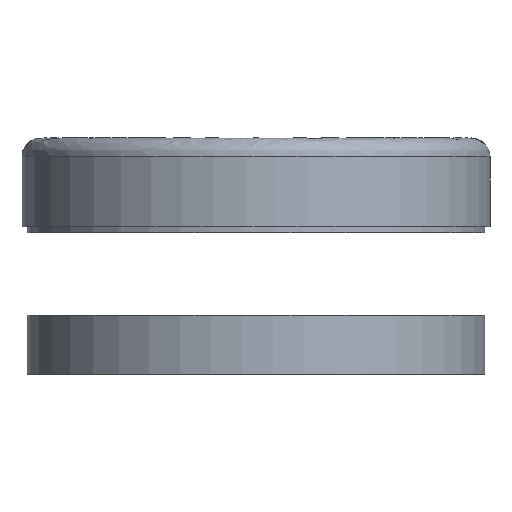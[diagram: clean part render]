
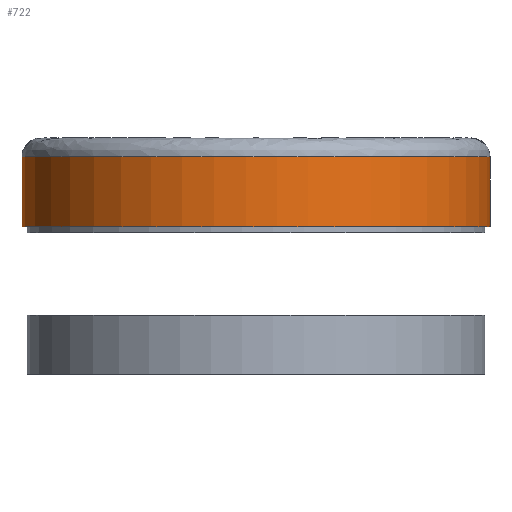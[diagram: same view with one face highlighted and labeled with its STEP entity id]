
A CAD part, front view. The second image highlights one B-rep face of the part: STEP entity #722.
In plain terms, the highlighted cylindrical face has radius 79.375 mm (diameter 158.75 mm), a partial arc.
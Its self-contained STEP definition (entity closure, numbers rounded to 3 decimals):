
#722=ADVANCED_FACE('',(#1211),#7319,.T.);
#1211=FACE_OUTER_BOUND('',#1767,.T.);
#1767=EDGE_LOOP('',(#3795,#3796,#3797,#3798));
#3795=ORIENTED_EDGE('',*,*,#5049,.T.);
#3796=ORIENTED_EDGE('',*,*,#4838,.T.);
#3797=ORIENTED_EDGE('',*,*,#5048,.F.);
#3798=ORIENTED_EDGE('',*,*,#5047,.F.);
#4838=EDGE_CURVE('',#6765,#6788,#5287,.T.);
#5047=EDGE_CURVE('',#6899,#6900,#6172,.T.);
#5048=EDGE_CURVE('',#6900,#6788,#6173,.T.);
#5049=EDGE_CURVE('',#6899,#6765,#6174,.T.);
#5287=B_SPLINE_CURVE_WITH_KNOTS('',1,(#15494,#15495),.UNSPECIFIED.,.F.,
 .F.,(2,2),(3.535,4.41),.UNSPECIFIED.);
#6172=(
BOUNDED_CURVE()
B_SPLINE_CURVE(1,(#16971,#16972),.UNSPECIFIED.,.F.,.F.)
B_SPLINE_CURVE_WITH_KNOTS((2,2),(3.535,4.41),
 .UNSPECIFIED.)
CURVE()
GEOMETRIC_REPRESENTATION_ITEM()
RATIONAL_B_SPLINE_CURVE((1.,1.))
REPRESENTATION_ITEM('')
);
#6173=(
BOUNDED_CURVE()
B_SPLINE_CURVE(2,(#16973,#16974,#16975,#16976,#16977),.UNSPECIFIED.,.F.,
 .F.)
B_SPLINE_CURVE_WITH_KNOTS((3,2,3),(9.817,14.726,19.635),
 .UNSPECIFIED.)
CURVE()
GEOMETRIC_REPRESENTATION_ITEM()
RATIONAL_B_SPLINE_CURVE((1.,0.707,1.,0.707,1.))
REPRESENTATION_ITEM('')
);
#6174=(
BOUNDED_CURVE()
B_SPLINE_CURVE(2,(#16978,#16979,#16980,#16981,#16982),.UNSPECIFIED.,.F.,
 .F.)
B_SPLINE_CURVE_WITH_KNOTS((3,2,3),(9.817,14.726,19.635),
 .UNSPECIFIED.)
CURVE()
GEOMETRIC_REPRESENTATION_ITEM()
RATIONAL_B_SPLINE_CURVE((1.,0.707,1.,0.707,1.))
REPRESENTATION_ITEM('')
);
#6765=VERTEX_POINT('',#15076);
#6788=VERTEX_POINT('',#15099);
#6899=VERTEX_POINT('',#15210);
#6900=VERTEX_POINT('',#15211);
#7319=CYLINDRICAL_SURFACE('',#7774,79.375);
#7774=AXIS2_PLACEMENT_3D('',#15002,#8114,$);
#8114=DIRECTION('',(0.,0.,1.));
#15002=CARTESIAN_POINT('',(0.,0.,11.863));
#15076=CARTESIAN_POINT('',(79.375,0.,0.));
#15099=CARTESIAN_POINT('',(79.375,0.,23.725));
#15210=CARTESIAN_POINT('',(-79.375,0.,0.));
#15211=CARTESIAN_POINT('',(-79.375,0.,23.725));
#15494=CARTESIAN_POINT('',(79.375,0.,0.));
#15495=CARTESIAN_POINT('',(79.375,0.,23.725));
#16971=CARTESIAN_POINT('',(-79.375,0.,0.));
#16972=CARTESIAN_POINT('',(-79.375,0.,23.725));
#16973=CARTESIAN_POINT('',(-79.375,0.,23.725));
#16974=CARTESIAN_POINT('',(-79.375,-79.375,23.725));
#16975=CARTESIAN_POINT('',(0.,-79.375,23.725));
#16976=CARTESIAN_POINT('',(79.375,-79.375,23.725));
#16977=CARTESIAN_POINT('',(79.375,0.,23.725));
#16978=CARTESIAN_POINT('',(-79.375,0.,0.));
#16979=CARTESIAN_POINT('',(-79.375,-79.375,0.));
#16980=CARTESIAN_POINT('',(0.,-79.375,0.));
#16981=CARTESIAN_POINT('',(79.375,-79.375,0.));
#16982=CARTESIAN_POINT('',(79.375,0.,0.));
